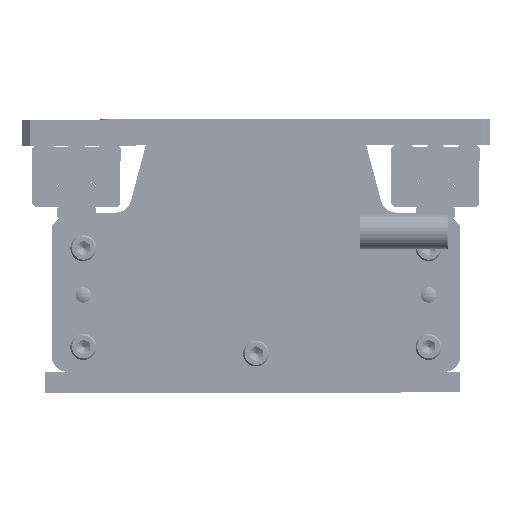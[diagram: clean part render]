
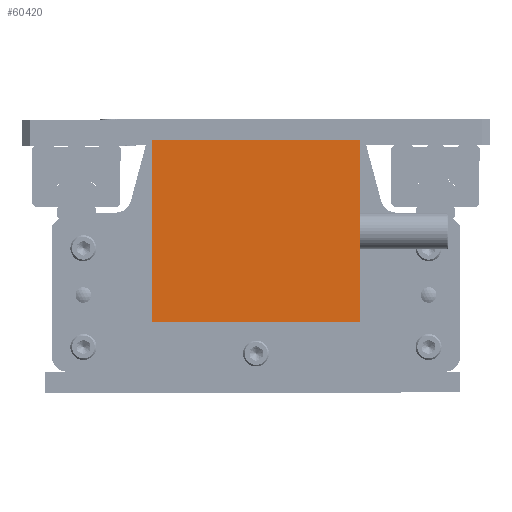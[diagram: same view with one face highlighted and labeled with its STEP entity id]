
A CAD part, front view. The second image highlights one B-rep face of the part: STEP entity #60420.
In plain terms, the highlighted planar face has unit normal (0, -1, 0).
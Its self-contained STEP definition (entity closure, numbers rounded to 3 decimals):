
#60381=CARTESIAN_POINT('',(150.594,-1073.,88.532));
#60382=DIRECTION('',(0.0,-1.0,0.0));
#60383=DIRECTION('',(0.0,0.0,-1.0));
#60384=AXIS2_PLACEMENT_3D('',#60381,#60382,#60383);
#60385=PLANE('',#60384);
#60386=CARTESIAN_POINT('',(70.594,-1073.,53.532));
#60387=VERTEX_POINT('',#60386);
#60388=CARTESIAN_POINT('',(70.594,-1073.,123.532));
#60389=VERTEX_POINT('',#60388);
#60390=CARTESIAN_POINT('',(70.594,-1073.,53.532));
#60391=DIRECTION('',(0.0,0.0,1.0));
#60392=VECTOR('',#60391,70.0);
#60393=LINE('',#60390,#60392);
#60394=EDGE_CURVE('',#60387,#60389,#60393,.T.);
#60395=ORIENTED_EDGE('',*,*,#60394,.F.);
#60396=CARTESIAN_POINT('',(150.594,-1073.,53.532));
#60397=VERTEX_POINT('',#60396);
#60398=CARTESIAN_POINT('',(150.594,-1073.,53.532));
#60399=DIRECTION('',(-1.0,0.0,0.0));
#60400=VECTOR('',#60399,80.0);
#60401=LINE('',#60398,#60400);
#60402=EDGE_CURVE('',#60397,#60387,#60401,.T.);
#60403=ORIENTED_EDGE('',*,*,#60402,.F.);
#60404=CARTESIAN_POINT('',(150.594,-1073.,123.532));
#60405=VERTEX_POINT('',#60404);
#60406=CARTESIAN_POINT('',(150.594,-1073.,53.532));
#60407=DIRECTION('',(0.0,0.0,1.0));
#60408=VECTOR('',#60407,70.0);
#60409=LINE('',#60406,#60408);
#60410=EDGE_CURVE('',#60397,#60405,#60409,.T.);
#60411=ORIENTED_EDGE('',*,*,#60410,.T.);
#60412=CARTESIAN_POINT('',(150.594,-1073.,123.532));
#60413=DIRECTION('',(-1.0,0.0,0.0));
#60414=VECTOR('',#60413,80.0);
#60415=LINE('',#60412,#60414);
#60416=EDGE_CURVE('',#60405,#60389,#60415,.T.);
#60417=ORIENTED_EDGE('',*,*,#60416,.T.);
#60418=EDGE_LOOP('',(#60395,#60403,#60411,#60417));
#60419=FACE_OUTER_BOUND('',#60418,.T.);
#60420=ADVANCED_FACE('',(#60419),#60385,.T.);
